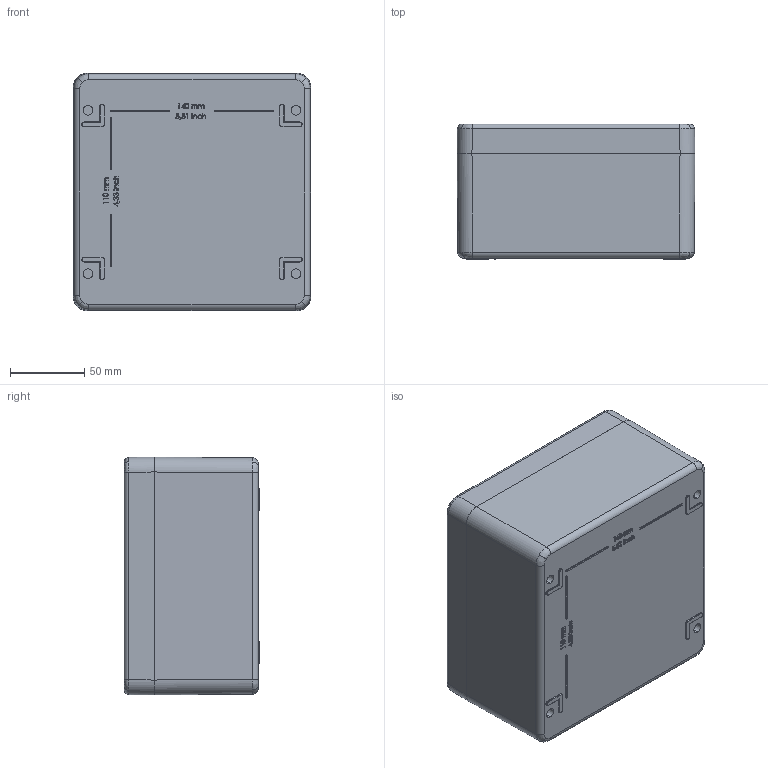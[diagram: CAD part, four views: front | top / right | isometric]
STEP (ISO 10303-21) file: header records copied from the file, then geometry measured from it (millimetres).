
FILE_DESCRIPTION (( 'STEP AP214' ), '1' );
FILE_NAME ('62161609.STEP', '2017-06-30T10:34:37', ( 'Macha' ), ( 'Hewlett-Packard Company' ), 'SwSTEP 2.0', 'SolidWorks 2015', '' );
FILE_SCHEMA (( 'AUTOMOTIVE_DESIGN' ));
Length unit declared in the file: millimetre
Products named in the file (8): 21660; 21661; 86224; 86222; 21661_Unterteil; 82015_580; 93135; 62161609
Assembly tree (18 placements, depth 3):
  62161609
    21661
      21661_Unterteil
      86222  x6
      86224  x4
    21660
    93135  x4
    82015_580
Bounding box: 160 x 91 x 160 mm (x, y, z)
Volume: 685938.3 mm3; surface area: 229521 mm2
Topology: 17 solids, 17 shells, 1704 faces, 4244 edges, 2670 vertices
Faces by surface type: plane 696, bspline 440, cylinder 248, cone 216, torus 104
Entity records: 63270 total; most frequent: CARTESIAN_POINT 33966, ORIENTED_EDGE 6704, DIRECTION 4840, EDGE_CURVE 3352, VERTEX_POINT 2132, LINE 1736, VECTOR 1736, AXIS2_PLACEMENT_3D 1552
